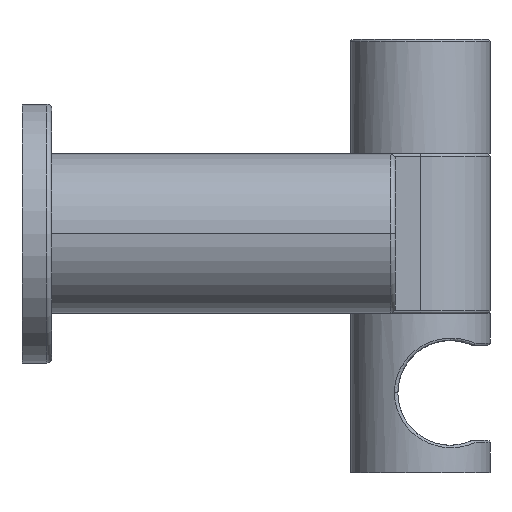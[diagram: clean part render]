
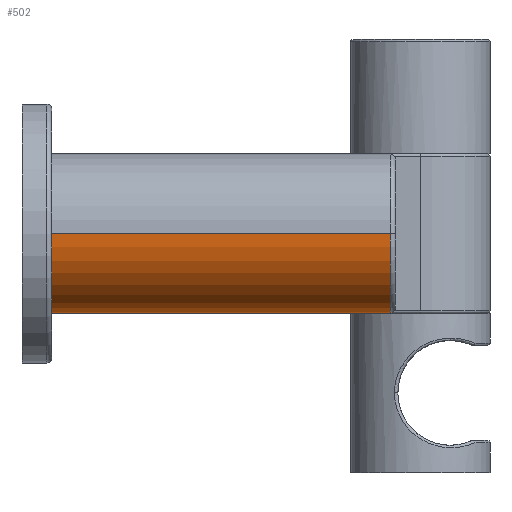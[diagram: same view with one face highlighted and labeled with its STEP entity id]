
A CAD part, front view. The second image highlights one B-rep face of the part: STEP entity #502.
In plain terms, the highlighted cylindrical face has radius 406.4 mm (diameter 812.8 mm), a partial arc.
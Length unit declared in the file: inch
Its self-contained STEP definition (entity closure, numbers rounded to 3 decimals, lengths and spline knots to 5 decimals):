
#277=CARTESIAN_POINT('',(65.6,-284.,0.));
#278=CARTESIAN_POINT('',(65.6,-284.,-0.80429));
#279=CARTESIAN_POINT('',(65.41049,-284.11532,-2.40978));
#280=CARTESIAN_POINT('',(64.39612,-284.70492,-4.90623));
#281=CARTESIAN_POINT('',(62.77205,-285.55001,-6.96538));
#282=CARTESIAN_POINT('',(60.71069,-286.41242,-8.48903));
#283=CARTESIAN_POINT('',(58.41483,-287.0452,-9.39848));
#284=CARTESIAN_POINT('',(55.97245,-287.27903,-9.70283));
#285=CARTESIAN_POINT('',(53.55205,-287.03854,-9.39002));
#286=CARTESIAN_POINT('',(51.24133,-286.39547,-8.4618));
#287=CARTESIAN_POINT('',(49.21114,-285.54122,-6.94728));
#288=CARTESIAN_POINT('',(47.58679,-284.69558,-4.87652));
#289=CARTESIAN_POINT('',(46.58896,-284.1148,-2.39907));
#290=CARTESIAN_POINT('',(46.4,-284.,-0.80038));
#291=CARTESIAN_POINT('',(46.4,-284.,0.));
#293=DIRECTION('',(1.,0.,0.));
#294=VECTOR('',#293,74.);
#295=CARTESIAN_POINT('',(0.,-316.,0.));
#296=LINE('',#295,#294);
#297=CARTESIAN_POINT('',(74.,-300.,0.));
#298=DIRECTION('',(1.,0.,0.));
#299=DIRECTION('',(0.,-1.,0.));
#300=AXIS2_PLACEMENT_3D('',#297,#298,#299);
#318=DIRECTION('',(1.,0.,0.));
#319=VECTOR('',#318,8.4);
#320=CARTESIAN_POINT('',(65.6,-284.,0.));
#321=LINE('',#320,#319);
#327=DIRECTION('',(1.,0.,0.));
#328=VECTOR('',#327,46.4);
#329=CARTESIAN_POINT('',(0.,-284.,0.));
#330=LINE('',#329,#328);
#351=CARTESIAN_POINT('',(0.,-300.,0.));
#352=DIRECTION('',(1.,0.,0.));
#353=DIRECTION('',(0.,-1.,0.));
#354=AXIS2_PLACEMENT_3D('',#351,#352,#353);
#403=CARTESIAN_POINT('',(0.,-316.,0.));
#404=CARTESIAN_POINT('',(0.,-284.,0.));
#405=VERTEX_POINT('',#403);
#406=VERTEX_POINT('',#404);
#411=CARTESIAN_POINT('',(74.,-284.,0.));
#412=CARTESIAN_POINT('',(74.,-316.,0.));
#413=VERTEX_POINT('',#411);
#414=VERTEX_POINT('',#412);
#417=VERTEX_POINT('',#277);
#418=VERTEX_POINT('',#291);
#484=CARTESIAN_POINT('',(0.,-300.,0.));
#485=DIRECTION('',(1.,0.,0.));
#486=DIRECTION('',(0.,-1.,0.));
#487=AXIS2_PLACEMENT_3D('',#484,#485,#486);
#488=CYLINDRICAL_SURFACE('',#487,16.);
#489=ORIENTED_EDGE('',*,*,#478,.T.);
#491=ORIENTED_EDGE('',*,*,#490,.F.);
#493=ORIENTED_EDGE('',*,*,#492,.F.);
#495=ORIENTED_EDGE('',*,*,#494,.T.);
#497=ORIENTED_EDGE('',*,*,#496,.T.);
#499=ORIENTED_EDGE('',*,*,#498,.F.);
#500=EDGE_LOOP('',(#489,#491,#493,#495,#497,#499));
#501=FACE_OUTER_BOUND('',#500,.F.);
#502=ADVANCED_FACE('',(#501),#488,.T.);
#292=B_SPLINE_CURVE_WITH_KNOTS('',3,(#277,#278,#279,#280,#281,#282,#283,#284,
#285,#286,#287,#288,#289,#290,#291),.UNSPECIFIED.,.F.,.F.,(4,1,1,1,1,1,1,1,1,1,
1,1,4),(0.,0.08333,0.16667,0.25,0.33333,
0.41667,0.5,0.58333,0.66667,0.75,
0.83333,0.91667,1.),.UNSPECIFIED.);
#301=CIRCLE('',#300,16.);
#355=CIRCLE('',#354,16.);
#478=EDGE_CURVE('',#417,#418,#292,.T.);
#490=EDGE_CURVE('',#406,#418,#330,.T.);
#492=EDGE_CURVE('',#405,#406,#355,.T.);
#494=EDGE_CURVE('',#405,#414,#296,.T.);
#496=EDGE_CURVE('',#414,#413,#301,.T.);
#498=EDGE_CURVE('',#417,#413,#321,.T.);
